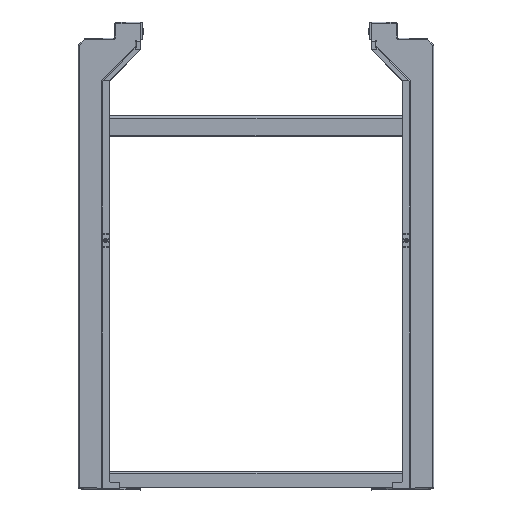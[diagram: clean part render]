
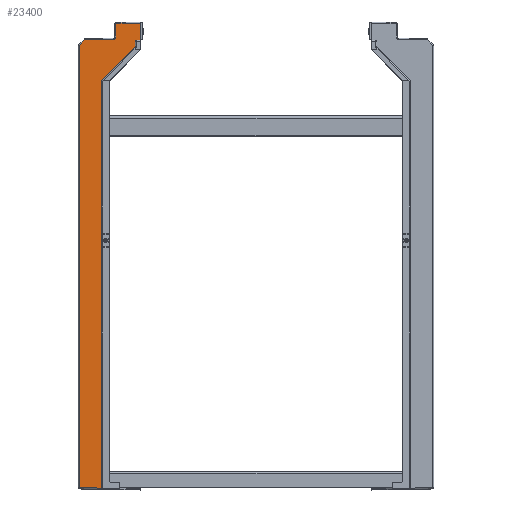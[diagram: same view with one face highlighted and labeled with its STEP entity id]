
A CAD part, top view. The second image highlights one B-rep face of the part: STEP entity #23400.
In plain terms, the highlighted planar face has unit normal (-0.018, 0, 1).
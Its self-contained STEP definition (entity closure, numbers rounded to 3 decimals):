
#198 = CARTESIAN_POINT ( 'NONE',  ( -297., 900., 132.92 ) ) ;
#410 = ORIENTED_EDGE ( 'NONE', *, *, #15013, .T. ) ;
#526 = CARTESIAN_POINT ( 'NONE',  ( -328.628, 866.078, 132.368 ) ) ;
#634 = VERTEX_POINT ( 'NONE', #3526 ) ;
#1060 = DIRECTION ( 'NONE',  ( -0.707, -0.707, -0.012 ) ) ;
#1318 = CARTESIAN_POINT ( 'NONE',  ( -222.5, 897.93, 134.22 ) ) ;
#1671 = ORIENTED_EDGE ( 'NONE', *, *, #2565, .F. ) ;
#1857 = CARTESIAN_POINT ( 'NONE',  ( -269.535, 871.04, 133.399 ) ) ;
#1955 = CARTESIAN_POINT ( 'NONE',  ( -340.035, 900., 132.168 ) ) ;
#2565 = EDGE_CURVE ( 'NONE', #22806, #20993, #10466, .T. ) ;
#2836 = VECTOR ( 'NONE', #6066, 1000. ) ;
#3278 = CARTESIAN_POINT ( 'NONE',  ( -221.941, 867.94, 134.23 ) ) ;
#3414 = ORIENTED_EDGE ( 'NONE', *, *, #20189, .F. ) ;
#3526 = CARTESIAN_POINT ( 'NONE',  ( -222.5, 865.3, 134.22 ) ) ;
#3982 = VECTOR ( 'NONE', #5521, 1000. ) ;
#4014 = DIRECTION ( 'NONE',  ( 0., -1., 0. ) ) ;
#4140 = LINE ( 'NONE', #17932, #2836 ) ;
#4617 = ORIENTED_EDGE ( 'NONE', *, *, #17956, .T. ) ;
#4730 = PLANE ( 'NONE',  #8124 ) ;
#4816 = EDGE_CURVE ( 'NONE', #24719, #8408, #19866, .T. ) ;
#5134 = DIRECTION ( 'NONE',  ( 0., -1., 0. ) ) ;
#5223 = DIRECTION ( 'NONE',  ( -0.702, -0.713, -0.012 ) ) ;
#5421 = CARTESIAN_POINT ( 'NONE',  ( -232.518, 851.996, 134.045 ) ) ;
#5521 = DIRECTION ( 'NONE',  ( -1., -0.017, -0.017 ) ) ;
#5771 = ORIENTED_EDGE ( 'NONE', *, *, #17961, .T. ) ;
#5878 = VECTOR ( 'NONE', #8245, 1000. ) ;
#5960 = VERTEX_POINT ( 'NONE', #15266 ) ;
#6066 = DIRECTION ( 'NONE',  ( 1., 0.017, 0.017 ) ) ;
#6266 = DIRECTION ( 'NONE',  ( 0., -1., 0. ) ) ;
#6558 = ORIENTED_EDGE ( 'NONE', *, *, #8823, .F. ) ;
#7289 = DIRECTION ( 'NONE',  ( -1., -0.017, -0.017 ) ) ;
#7433 = EDGE_CURVE ( 'NONE', #16880, #5960, #17024, .T. ) ;
#7602 = VERTEX_POINT ( 'NONE', #526 ) ;
#7604 = ORIENTED_EDGE ( 'NONE', *, *, #22287, .T. ) ;
#7734 = VECTOR ( 'NONE', #7925, 1000. ) ;
#7925 = DIRECTION ( 'NONE',  ( 0., -1., 0. ) ) ;
#7941 = LINE ( 'NONE', #19126, #17883 ) ;
#7954 = DIRECTION ( 'NONE',  ( 0., 1., 0. ) ) ;
#8124 = AXIS2_PLACEMENT_3D ( 'NONE', #10757, #24639, #12743 ) ;
#8131 = CARTESIAN_POINT ( 'NONE',  ( -238.165, 2.282, 133.947 ) ) ;
#8245 = DIRECTION ( 'NONE',  ( 0., -1., 0. ) ) ;
#8349 = LINE ( 'NONE', #1955, #22966 ) ;
#8408 = VERTEX_POINT ( 'NONE', #19599 ) ;
#8823 = EDGE_CURVE ( 'NONE', #18111, #24026, #11757, .T. ) ;
#9035 = CARTESIAN_POINT ( 'NONE',  ( -258.598, 936.109, 133.59 ) ) ;
#9144 = CARTESIAN_POINT ( 'NONE',  ( -297., 900., 132.92 ) ) ;
#9214 = FACE_OUTER_BOUND ( 'NONE', #17223, .T. ) ;
#9763 = CARTESIAN_POINT ( 'NONE',  ( -271.155, 867.081, 133.371 ) ) ;
#9856 = CARTESIAN_POINT ( 'NONE',  ( -269.535, 868.729, 133.399 ) ) ;
#10113 = EDGE_CURVE ( 'NONE', #15459, #16880, #7941, .T. ) ;
#10162 = DIRECTION ( 'NONE',  ( 1., -0.017, 0.017 ) ) ;
#10466 =( BOUNDED_CURVE ( )  B_SPLINE_CURVE ( 3, ( #13831, #9763, #9856, #1857 ),
 .UNSPECIFIED., .F., .F. ) 
 B_SPLINE_CURVE_WITH_KNOTS ( ( 4, 4 ),
 ( 1.588, 3.142 ),
 .UNSPECIFIED. ) 
 CURVE ( )  GEOMETRIC_REPRESENTATION_ITEM ( )  RATIONAL_B_SPLINE_CURVE ( ( 1., 0.809, 0.809, 1. ) ) 
 REPRESENTATION_ITEM ( '' )  );
#10692 = VERTEX_POINT ( 'NONE', #13284 ) ;
#10757 = CARTESIAN_POINT ( 'NONE',  ( -222.5, 900., 134.22 ) ) ;
#11338 = CARTESIAN_POINT ( 'NONE',  ( -222.464, 897.931, 134.221 ) ) ;
#11340 = CARTESIAN_POINT ( 'NONE',  ( -297., 3.309, 132.92 ) ) ;
#11757 = LINE ( 'NONE', #9144, #22289 ) ;
#11780 = LINE ( 'NONE', #8131, #16396 ) ;
#11967 = CARTESIAN_POINT ( 'NONE',  ( -230.553, 865.159, 134.079 ) ) ;
#12016 = VECTOR ( 'NONE', #1060, 1000. ) ;
#12743 = DIRECTION ( 'NONE',  ( 1., 0., 0.017 ) ) ;
#12769 = CARTESIAN_POINT ( 'NONE',  ( -269.535, 871.04, 133.399 ) ) ;
#12934 = CARTESIAN_POINT ( 'NONE',  ( -222.5, 900., 134.22 ) ) ;
#13048 =( BOUNDED_CURVE ( )  B_SPLINE_CURVE ( 3, ( #23858, #17854, #21864, #11967 ),
 .UNSPECIFIED., .F., .T. ) 
 B_SPLINE_CURVE_WITH_KNOTS ( ( 4, 4 ),
 ( 0., 1.553 ),
 .UNSPECIFIED. ) 
 CURVE ( )  GEOMETRIC_REPRESENTATION_ITEM ( )  RATIONAL_B_SPLINE_CURVE ( ( 1., 0.809, 0.809, 1. ) ) 
 REPRESENTATION_ITEM ( '' )  );
#13284 = CARTESIAN_POINT ( 'NONE',  ( -340.035, 854.672, 132.168 ) ) ;
#13471 = ORIENTED_EDGE ( 'NONE', *, *, #19658, .T. ) ;
#13831 = CARTESIAN_POINT ( 'NONE',  ( -273.465, 867.041, 133.33 ) ) ;
#14173 = CARTESIAN_POINT ( 'NONE',  ( -297., 465.273, 132.92 ) ) ;
#14533 = ORIENTED_EDGE ( 'NONE', *, *, #15021, .T. ) ;
#15013 = EDGE_CURVE ( 'NONE', #17281, #634, #4140, .T. ) ;
#15021 = EDGE_CURVE ( 'NONE', #15459, #16973, #18759, .T. ) ;
#15266 = CARTESIAN_POINT ( 'NONE',  ( -297., 493.727, 132.92 ) ) ;
#15356 = ORIENTED_EDGE ( 'NONE', *, *, #4816, .T. ) ;
#15459 = VERTEX_POINT ( 'NONE', #5421 ) ;
#15750 = EDGE_CURVE ( 'NONE', #5960, #18111, #25604, .T. ) ;
#16396 = VECTOR ( 'NONE', #10162, 1000. ) ;
#16532 = EDGE_CURVE ( 'NONE', #16973, #17281, #13048, .T. ) ;
#16880 = VERTEX_POINT ( 'NONE', #21210 ) ;
#16973 = VERTEX_POINT ( 'NONE', #22661 ) ;
#17024 = LINE ( 'NONE', #18144, #5878 ) ;
#17193 = ORIENTED_EDGE ( 'NONE', *, *, #18449, .T. ) ;
#17223 = EDGE_LOOP ( 'NONE', ( #5771, #17193, #6558, #25729, #22883, #22205, #14533, #23511, #410, #3414, #15356, #4617, #1671, #7604, #13471 ) ) ;
#17260 = LINE ( 'NONE', #12934, #23175 ) ;
#17281 = VERTEX_POINT ( 'NONE', #19734 ) ;
#17854 = CARTESIAN_POINT ( 'NONE',  ( -232.518, 864.315, 134.045 ) ) ;
#17883 = VECTOR ( 'NONE', #5223, 1000. ) ;
#17905 = LINE ( 'NONE', #9035, #12016 ) ;
#17932 = CARTESIAN_POINT ( 'NONE',  ( -221.895, 865.311, 134.231 ) ) ;
#17934 = LINE ( 'NONE', #3278, #22593 ) ;
#17956 = EDGE_CURVE ( 'NONE', #8408, #20993, #18296, .T. ) ;
#17961 = EDGE_CURVE ( 'NONE', #10692, #25572, #8349, .T. ) ;
#18111 = VERTEX_POINT ( 'NONE', #14173 ) ;
#18118 = VECTOR ( 'NONE', #7954, 1000. ) ;
#18144 = CARTESIAN_POINT ( 'NONE',  ( -297., 900., 132.92 ) ) ;
#18296 = LINE ( 'NONE', #21826, #7734 ) ;
#18449 = EDGE_CURVE ( 'NONE', #25572, #24026, #11780, .T. ) ;
#18759 = LINE ( 'NONE', #23928, #18118 ) ;
#19126 = CARTESIAN_POINT ( 'NONE',  ( -203.591, 881.378, 134.55 ) ) ;
#19599 = CARTESIAN_POINT ( 'NONE',  ( -269.535, 897.109, 133.399 ) ) ;
#19658 = EDGE_CURVE ( 'NONE', #7602, #10692, #17905, .T. ) ;
#19734 = CARTESIAN_POINT ( 'NONE',  ( -230.553, 865.159, 134.079 ) ) ;
#19866 = LINE ( 'NONE', #11338, #3982 ) ;
#20189 = EDGE_CURVE ( 'NONE', #24719, #634, #17260, .T. ) ;
#20993 = VERTEX_POINT ( 'NONE', #12769 ) ;
#21210 = CARTESIAN_POINT ( 'NONE',  ( -297., 786.5, 132.92 ) ) ;
#21698 = CARTESIAN_POINT ( 'NONE',  ( -340.035, 4.06, 132.168 ) ) ;
#21826 = CARTESIAN_POINT ( 'NONE',  ( -269.535, 900., 133.399 ) ) ;
#21864 = CARTESIAN_POINT ( 'NONE',  ( -231.708, 865.139, 134.059 ) ) ;
#22205 = ORIENTED_EDGE ( 'NONE', *, *, #10113, .F. ) ;
#22287 = EDGE_CURVE ( 'NONE', #22806, #7602, #17934, .T. ) ;
#22289 = VECTOR ( 'NONE', #5134, 1000. ) ;
#22593 = VECTOR ( 'NONE', #7289, 1000. ) ;
#22661 = CARTESIAN_POINT ( 'NONE',  ( -232.518, 863.16, 134.045 ) ) ;
#22806 = VERTEX_POINT ( 'NONE', #25187 ) ;
#22883 = ORIENTED_EDGE ( 'NONE', *, *, #7433, .F. ) ;
#22966 = VECTOR ( 'NONE', #4014, 1000. ) ;
#23175 = VECTOR ( 'NONE', #24825, 1000. ) ;
#23400 = ADVANCED_FACE ( 'NONE', ( #9214 ), #4730, .T. ) ;
#23511 = ORIENTED_EDGE ( 'NONE', *, *, #16532, .T. ) ;
#23858 = CARTESIAN_POINT ( 'NONE',  ( -232.518, 863.16, 134.045 ) ) ;
#23928 = CARTESIAN_POINT ( 'NONE',  ( -232.518, 900., 134.045 ) ) ;
#24026 = VERTEX_POINT ( 'NONE', #11340 ) ;
#24639 = DIRECTION ( 'NONE',  ( -0.017, 0., 1. ) ) ;
#24719 = VERTEX_POINT ( 'NONE', #1318 ) ;
#24825 = DIRECTION ( 'NONE',  ( 0., -1., 0. ) ) ;
#24949 = VECTOR ( 'NONE', #6266, 1000. ) ;
#25187 = CARTESIAN_POINT ( 'NONE',  ( -273.465, 867.041, 133.33 ) ) ;
#25572 = VERTEX_POINT ( 'NONE', #21698 ) ;
#25604 = LINE ( 'NONE', #198, #24949 ) ;
#25729 = ORIENTED_EDGE ( 'NONE', *, *, #15750, .F. ) ;
